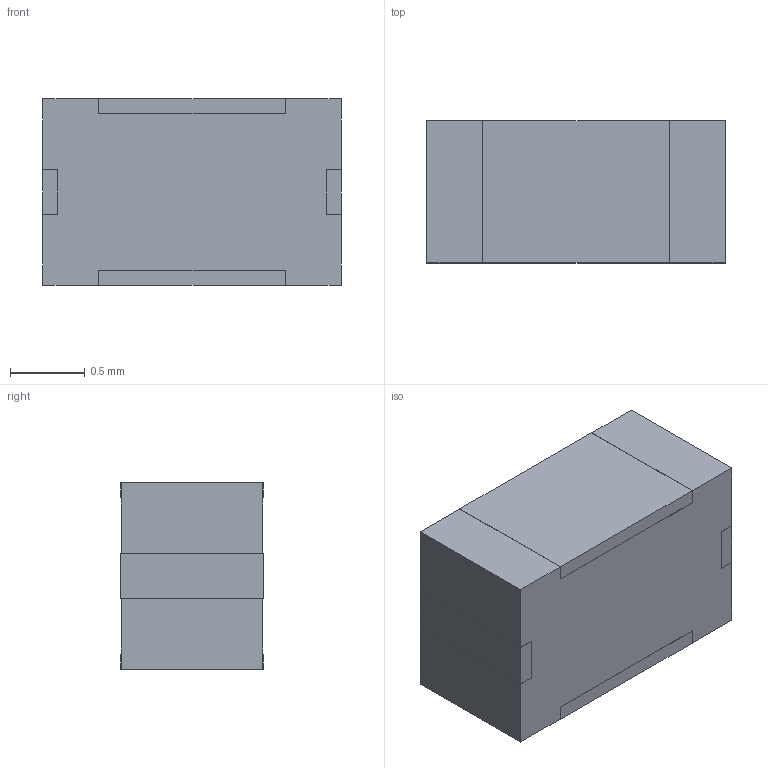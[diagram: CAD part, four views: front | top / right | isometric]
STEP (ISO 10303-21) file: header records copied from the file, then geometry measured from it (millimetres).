
FILE_DESCRIPTION (( 'STEP AP214' ), '1' );
FILE_NAME ('User Library-3600BP15M600.STEP', '2018-01-05T15:28:25', ( '' ), ( '' ), 'SwSTEP 2.0', 'SolidWorks 2018', '' );
FILE_SCHEMA (( 'AUTOMOTIVE_DESIGN' ));
Length unit declared in the file: millimetre
Products named in the file (1): User Library-3600BP15M600
Bounding box: 2 x 0.95 x 1.25 mm (x, y, z)
Volume: 2.4 mm3; surface area: 11.2 mm2
Topology: 1 solids, 1 shells, 43 faces, 120 edges, 80 vertices
Faces by surface type: plane 43
Entity records: 1861 total; most frequent: CARTESIAN_POINT 244, ORIENTED_EDGE 240, DIRECTION 208, LINE 120, VECTOR 120, EDGE_CURVE 120, VERTEX_POINT 80, UNCERTAINTY_MEASURE_WITH_UNIT 46
